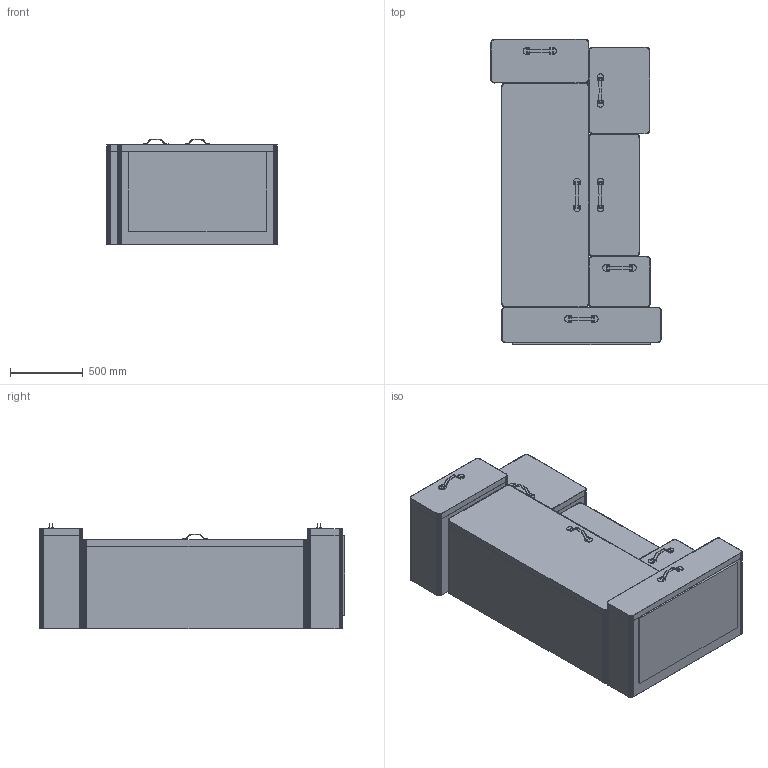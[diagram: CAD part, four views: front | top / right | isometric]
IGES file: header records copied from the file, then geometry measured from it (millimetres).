
Start section: SolidWorks IGES file using analytic representation for surfaces
Global section: file name: VALISES.IGS; native system: SolidWorks 2016; preprocessor: SolidWorks 2016; author: serena.trevisiol; date: 170330.174817; units: millimetre
Bounding box: 1175 x 2103.29 x 730.01 mm (x, y, z)
Surface area: 17253277.5 mm2 (no closed solid volume)
Topology: 0 solids, 0 shells, 3142 faces, 15912 edges, 15912 vertices
Faces by surface type: bspline 3142
